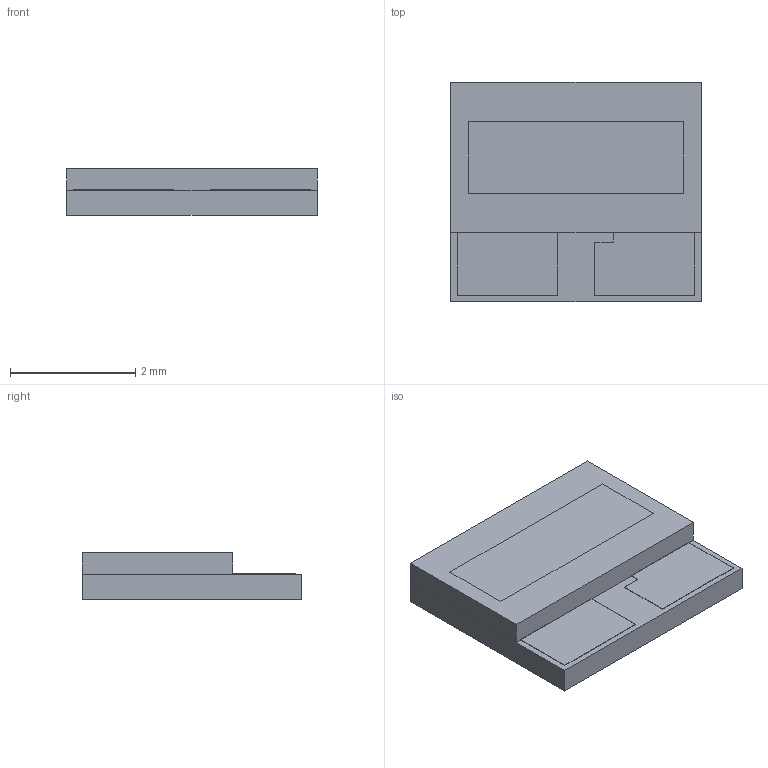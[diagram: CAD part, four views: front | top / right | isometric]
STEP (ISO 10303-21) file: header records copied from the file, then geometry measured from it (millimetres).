
FILE_DESCRIPTION (( 'STEP AP214' ), '1' );
FILE_NAME ('SE-KSE080789A NC3W321F_3D Data.STEP', '2021-02-04T00:33:04', ( '' ), ( '' ), 'SwSTEP 2.0', 'SolidWorks 2016', '' );
FILE_SCHEMA (( 'AUTOMOTIVE_DESIGN' ));
Length unit declared in the file: millimetre
Products named in the file (5): Part3_4; Part2_4; SE-KSE080789A NC3W321F_3D Data; Part1_3; Part4_4
Assembly tree (4 placements, depth 2):
  SE-KSE080789A NC3W321F_3D Data
    Part1_3
    Part2_4
    Part3_4
    Part4_4
Bounding box: 4 x 3.5 x 0.75 mm (x, y, z)
Volume: 9 mm3; surface area: 72.9 mm2
Topology: 5 solids, 5 shells, 37 faces, 78 edges, 52 vertices
Faces by surface type: plane 37
Entity records: 1586 total; most frequent: CARTESIAN_POINT 174, DIRECTION 166, ORIENTED_EDGE 156, VECTOR 78, EDGE_CURVE 78, LINE 78, VERTEX_POINT 52, UNCERTAINTY_MEASURE_WITH_UNIT 51
